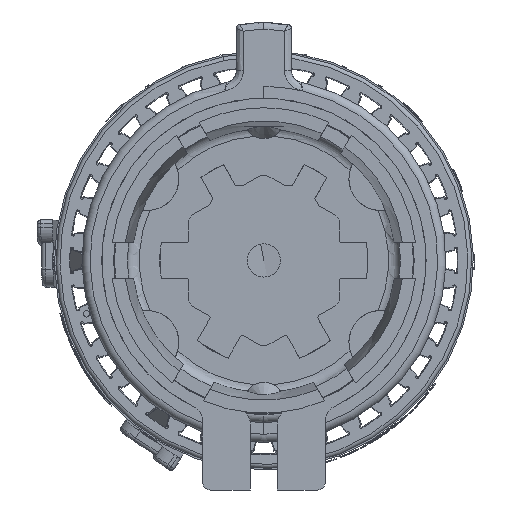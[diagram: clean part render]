
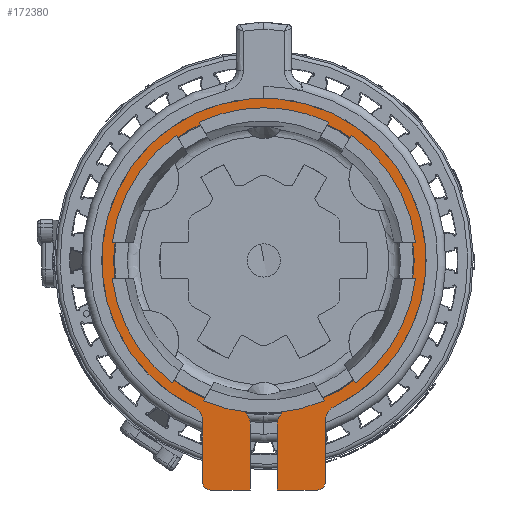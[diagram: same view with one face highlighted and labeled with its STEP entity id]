
A CAD part, front view. The second image highlights one B-rep face of the part: STEP entity #172380.
In plain terms, the highlighted planar face has unit normal (0, -1, 0).
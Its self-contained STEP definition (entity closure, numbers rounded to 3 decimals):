
#171913=CARTESIAN_POINT('',(9.75,2.,-20.278));
#171914=DIRECTION('',(0.,1.,0.));
#171915=DIRECTION('',(-1.,0.,0.));
#171916=AXIS2_PLACEMENT_3D('',#171913,#171914,#171915);
#171931=CARTESIAN_POINT('',(-9.75,2.,-20.278));
#171932=DIRECTION('',(0.,1.,0.));
#171933=DIRECTION('',(0.433,0.,0.901));
#171934=AXIS2_PLACEMENT_3D('',#171931,#171932,#171933);
#171946=DIRECTION('',(0.,0.,1.));
#171947=VECTOR('',#171946,8.329);
#171948=CARTESIAN_POINT('',(-1.7,2.,-29.));
#171949=LINE('',#171948,#171947);
#171950=DIRECTION('',(1.,0.,0.));
#171951=VECTOR('',#171950,5.05);
#171952=CARTESIAN_POINT('',(-6.75,2.,-29.));
#171953=LINE('',#171952,#171951);
#171954=DIRECTION('',(0.,0.,-1.));
#171955=VECTOR('',#171954,7.722);
#171956=CARTESIAN_POINT('',(-7.75,2.,-20.278));
#171957=LINE('',#171956,#171955);
#171958=CARTESIAN_POINT('',(0.,2.,0.));
#171959=DIRECTION('',(0.,-1.,0.));
#171960=DIRECTION('',(0.433,0.,-0.901));
#171961=AXIS2_PLACEMENT_3D('',#171958,#171959,#171960);
#171963=DIRECTION('',(0.,0.,1.));
#171964=VECTOR('',#171963,7.722);
#171965=CARTESIAN_POINT('',(7.75,2.,-28.));
#171966=LINE('',#171965,#171964);
#171967=DIRECTION('',(1.,0.,0.));
#171968=VECTOR('',#171967,5.05);
#171969=CARTESIAN_POINT('',(1.7,2.,-29.));
#171970=LINE('',#171969,#171968);
#171971=DIRECTION('',(0.,0.,-1.));
#171972=VECTOR('',#171971,8.329);
#171973=CARTESIAN_POINT('',(1.7,2.,-20.671));
#171974=LINE('',#171973,#171972);
#171975=CARTESIAN_POINT('',(0.,2.,0.));
#171976=DIRECTION('',(0.,1.,0.));
#171977=DIRECTION('',(-0.176,0.,-0.984));
#171978=AXIS2_PLACEMENT_3D('',#171975,#171976,#171977);
#171984=CARTESIAN_POINT('',(-3.7,2.,-20.671));
#171985=DIRECTION('',(0.,-1.,0.));
#171986=DIRECTION('',(1.,0.,0.));
#171987=AXIS2_PLACEMENT_3D('',#171984,#171985,#171986);
#172050=CARTESIAN_POINT('',(3.7,2.,-20.671));
#172051=DIRECTION('',(0.,-1.,0.));
#172052=DIRECTION('',(-0.176,0.,0.984));
#172053=AXIS2_PLACEMENT_3D('',#172050,#172051,#172052);
#172082=CARTESIAN_POINT('',(6.75,2.,-28.));
#172083=DIRECTION('',(0.,-1.,0.));
#172084=DIRECTION('',(0.,0.,-1.));
#172085=AXIS2_PLACEMENT_3D('',#172082,#172083,#172084);
#172136=CARTESIAN_POINT('',(-6.75,2.,-28.));
#172137=DIRECTION('',(0.,-1.,0.));
#172138=DIRECTION('',(-1.,0.,0.));
#172139=AXIS2_PLACEMENT_3D('',#172136,#172137,#172138);
#172159=CARTESIAN_POINT('',(-1.7,2.,-29.));
#172161=VERTEX_POINT('',#172159);
#172163=CARTESIAN_POINT('',(1.7,2.,-29.));
#172165=VERTEX_POINT('',#172163);
#172190=CARTESIAN_POINT('',(-7.75,2.,-28.));
#172192=VERTEX_POINT('',#172190);
#172194=CARTESIAN_POINT('',(-6.75,2.,-29.));
#172195=VERTEX_POINT('',#172194);
#172198=CARTESIAN_POINT('',(6.75,2.,-29.));
#172200=VERTEX_POINT('',#172198);
#172202=CARTESIAN_POINT('',(7.75,2.,-28.));
#172203=VERTEX_POINT('',#172202);
#172207=CARTESIAN_POINT('',(-7.75,2.,-20.278));
#172209=VERTEX_POINT('',#172207);
#172211=CARTESIAN_POINT('',(-8.883,2.,-18.475));
#172213=VERTEX_POINT('',#172211);
#172215=CARTESIAN_POINT('',(7.75,2.,-20.278));
#172217=VERTEX_POINT('',#172215);
#172224=CARTESIAN_POINT('',(8.883,2.,-18.475));
#172225=VERTEX_POINT('',#172224);
#172226=CARTESIAN_POINT('',(-1.7,2.,-20.671));
#172228=VERTEX_POINT('',#172226);
#172230=CARTESIAN_POINT('',(-3.348,2.,-18.703));
#172231=VERTEX_POINT('',#172230);
#172234=CARTESIAN_POINT('',(3.348,2.,-18.703));
#172236=VERTEX_POINT('',#172234);
#172238=CARTESIAN_POINT('',(1.7,2.,-20.671));
#172239=VERTEX_POINT('',#172238);
#172350=CARTESIAN_POINT('',(0.,2.,0.));
#172351=DIRECTION('',(0.,-1.,0.));
#172352=DIRECTION('',(1.,0.,0.));
#172353=AXIS2_PLACEMENT_3D('',#172350,#172351,#172352);
#172354=PLANE('',#172353);
#172356=ORIENTED_EDGE('',*,*,#172355,.F.);
#172358=ORIENTED_EDGE('',*,*,#172357,.F.);
#172360=ORIENTED_EDGE('',*,*,#172359,.F.);
#172362=ORIENTED_EDGE('',*,*,#172361,.F.);
#172363=ORIENTED_EDGE('',*,*,#172335,.F.);
#172364=ORIENTED_EDGE('',*,*,#172324,.F.);
#172365=ORIENTED_EDGE('',*,*,#172309,.F.);
#172366=ORIENTED_EDGE('',*,*,#172294,.F.);
#172367=ORIENTED_EDGE('',*,*,#172276,.F.);
#172369=ORIENTED_EDGE('',*,*,#172368,.F.);
#172371=ORIENTED_EDGE('',*,*,#172370,.F.);
#172373=ORIENTED_EDGE('',*,*,#172372,.F.);
#172375=ORIENTED_EDGE('',*,*,#172374,.F.);
#172377=ORIENTED_EDGE('',*,*,#172376,.F.);
#172378=EDGE_LOOP('',(#172356,#172358,#172360,#172362,#172363,#172364,#172365,
#172366,#172367,#172369,#172371,#172373,#172375,#172377));
#172379=FACE_OUTER_BOUND('',#172378,.F.);
#172380=ADVANCED_FACE('',(#172379),#172354,.T.);
#171917=CIRCLE('',#171916,2.);
#171935=CIRCLE('',#171934,2.);
#171962=CIRCLE('',#171961,20.5);
#171979=CIRCLE('',#171978,19.);
#171988=CIRCLE('',#171987,2.);
#172054=CIRCLE('',#172053,2.);
#172086=CIRCLE('',#172085,1.);
#172140=CIRCLE('',#172139,1.);
#172276=EDGE_CURVE('',#172203,#172217,#171966,.T.);
#172294=EDGE_CURVE('',#172217,#172225,#171917,.T.);
#172309=EDGE_CURVE('',#172225,#172213,#171962,.T.);
#172324=EDGE_CURVE('',#172213,#172209,#171935,.T.);
#172335=EDGE_CURVE('',#172209,#172192,#171957,.T.);
#172355=EDGE_CURVE('',#172228,#172231,#171988,.T.);
#172357=EDGE_CURVE('',#172161,#172228,#171949,.T.);
#172359=EDGE_CURVE('',#172195,#172161,#171953,.T.);
#172361=EDGE_CURVE('',#172192,#172195,#172140,.T.);
#172368=EDGE_CURVE('',#172200,#172203,#172086,.T.);
#172370=EDGE_CURVE('',#172165,#172200,#171970,.T.);
#172372=EDGE_CURVE('',#172239,#172165,#171974,.T.);
#172374=EDGE_CURVE('',#172236,#172239,#172054,.T.);
#172376=EDGE_CURVE('',#172231,#172236,#171979,.T.);
